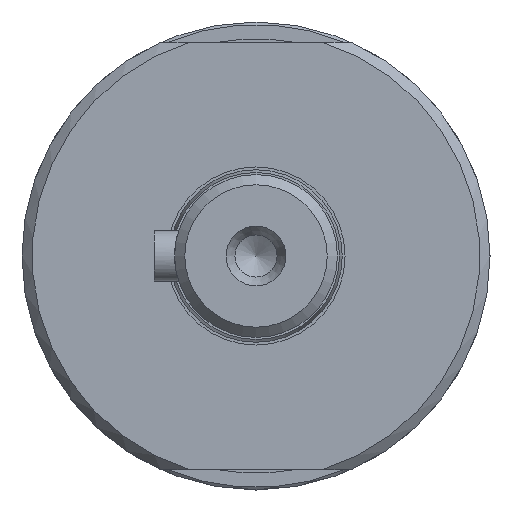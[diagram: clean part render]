
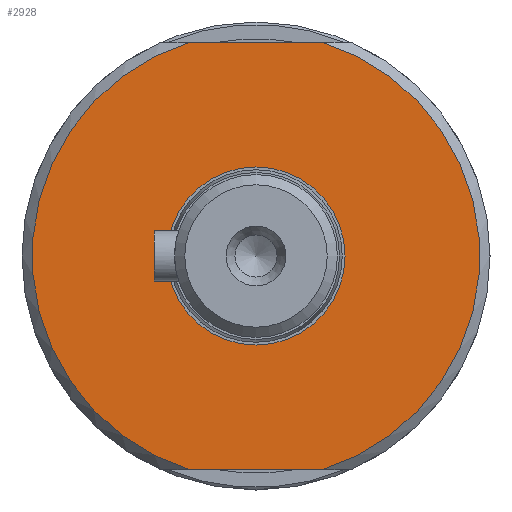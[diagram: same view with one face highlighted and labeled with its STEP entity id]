
A CAD part, left-side view. The second image highlights one B-rep face of the part: STEP entity #2928.
In plain terms, the highlighted planar face has unit normal (-1, 0, 0).
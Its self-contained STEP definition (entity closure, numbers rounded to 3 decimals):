
#238=FACE_BOUND('',#498,.T.);
#327=FACE_OUTER_BOUND('',#497,.T.);
#497=EDGE_LOOP('',(#2151,#2152,#2153,#2154));
#498=EDGE_LOOP('',(#2155,#2156));
#692=CIRCLE('',#3176,22.);
#694=CIRCLE('',#3180,22.);
#695=CIRCLE('',#3181,8.75);
#696=CIRCLE('',#3182,8.75);
#801=LINE('',#4460,#1046);
#805=LINE('',#4476,#1050);
#1046=VECTOR('',#3604,10.);
#1050=VECTOR('',#3612,10.);
#1332=VERTEX_POINT('',#4455);
#1333=VERTEX_POINT('',#4459);
#1336=VERTEX_POINT('',#4471);
#1337=VERTEX_POINT('',#4475);
#1339=VERTEX_POINT('',#4489);
#1340=VERTEX_POINT('',#4490);
#1640=EDGE_CURVE('',#1333,#1332,#801,.T.);
#1646=EDGE_CURVE('',#1337,#1336,#805,.T.);
#1649=EDGE_CURVE('',#1333,#1336,#692,.T.);
#1651=EDGE_CURVE('',#1337,#1332,#694,.T.);
#1652=EDGE_CURVE('',#1339,#1340,#695,.T.);
#1653=EDGE_CURVE('',#1340,#1339,#696,.T.);
#2151=ORIENTED_EDGE('',*,*,#1640,.T.);
#2152=ORIENTED_EDGE('',*,*,#1651,.F.);
#2153=ORIENTED_EDGE('',*,*,#1646,.T.);
#2154=ORIENTED_EDGE('',*,*,#1649,.F.);
#2155=ORIENTED_EDGE('',*,*,#1652,.T.);
#2156=ORIENTED_EDGE('',*,*,#1653,.T.);
#2807=PLANE('',#3179);
#2928=ADVANCED_FACE('',(#327,#238),#2807,.T.);
#3176=AXIS2_PLACEMENT_3D('',#4483,#3619,#3620);
#3179=AXIS2_PLACEMENT_3D('',#4487,#3625,#3626);
#3180=AXIS2_PLACEMENT_3D('',#4488,#3627,#3628);
#3181=AXIS2_PLACEMENT_3D('',#4491,#3629,#3630);
#3182=AXIS2_PLACEMENT_3D('',#4492,#3631,#3632);
#3604=DIRECTION('',(0.,1.,0.));
#3612=DIRECTION('',(0.,-1.,0.));
#3619=DIRECTION('center_axis',(1.,0.,0.));
#3620=DIRECTION('ref_axis',(0.,-1.,0.));
#3625=DIRECTION('center_axis',(-1.,0.,0.));
#3626=DIRECTION('ref_axis',(0.,0.,-1.));
#3627=DIRECTION('center_axis',(1.,0.,0.));
#3628=DIRECTION('ref_axis',(0.,-1.,0.));
#3629=DIRECTION('center_axis',(1.,0.,0.));
#3630=DIRECTION('ref_axis',(0.,-1.,0.));
#3631=DIRECTION('center_axis',(1.,0.,0.));
#3632=DIRECTION('ref_axis',(0.,-1.,0.));
#4455=CARTESIAN_POINT('',(-99.5,6.557,21.));
#4459=CARTESIAN_POINT('',(-99.5,-6.557,21.));
#4460=CARTESIAN_POINT('',(-99.5,0.91,21.));
#4471=CARTESIAN_POINT('',(-99.5,-6.557,-21.));
#4475=CARTESIAN_POINT('',(-99.5,6.557,-21.));
#4476=CARTESIAN_POINT('',(-99.5,-15.688,-21.));
#4483=CARTESIAN_POINT('Origin',(-99.5,0.,0.));
#4487=CARTESIAN_POINT('Origin',(-99.5,-15.375,0.));
#4488=CARTESIAN_POINT('Origin',(-99.5,0.,0.));
#4489=CARTESIAN_POINT('',(-99.5,-8.75,0.));
#4490=CARTESIAN_POINT('',(-99.5,8.75,0.));
#4491=CARTESIAN_POINT('Origin',(-99.5,0.,0.));
#4492=CARTESIAN_POINT('Origin',(-99.5,0.,0.));
